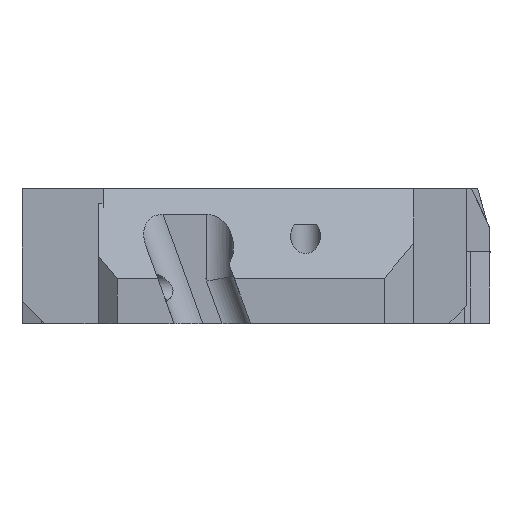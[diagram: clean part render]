
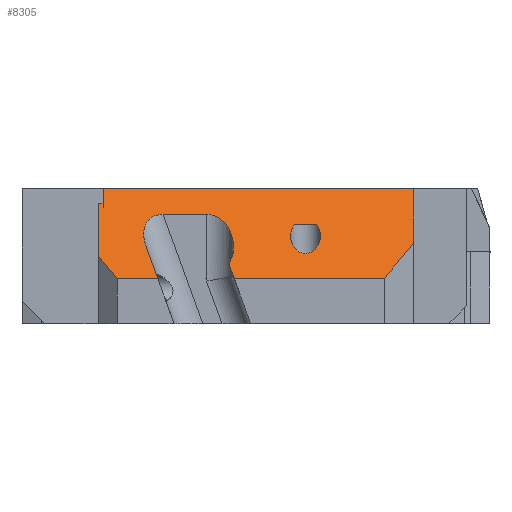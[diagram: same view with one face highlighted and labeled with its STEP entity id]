
A CAD part, front view. The second image highlights one B-rep face of the part: STEP entity #8305.
In plain terms, the highlighted planar face has unit normal (0, -0.766, 0.643).
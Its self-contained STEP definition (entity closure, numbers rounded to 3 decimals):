
#52=ELLIPSE('',#8787,4.967,3.);
#53=ELLIPSE('',#8788,4.667,3.);
#54=ELLIPSE('',#8789,2.567,1.65);
#55=ELLIPSE('',#8790,2.567,1.65);
#79=FACE_BOUND('',#768,.T.);
#340=FACE_OUTER_BOUND('',#767,.T.);
#767=EDGE_LOOP('',(#6147,#6148,#6149,#6150,#6151,#6152,#6153,#6154,#6155,
#6156,#6157,#6158,#6159,#6160,#6161));
#768=EDGE_LOOP('',(#6162,#6163,#6164));
#1141=LINE('',#11502,#2254);
#1513=LINE('',#12339,#2626);
#1514=LINE('',#12341,#2627);
#1515=LINE('',#12343,#2628);
#1516=LINE('',#12345,#2629);
#1517=LINE('',#12347,#2630);
#1518=LINE('',#12349,#2631);
#1519=LINE('',#12351,#2632);
#1520=LINE('',#12355,#2633);
#1521=LINE('',#12359,#2634);
#1522=LINE('',#12361,#2635);
#1523=LINE('',#12363,#2636);
#1524=LINE('',#12364,#2637);
#1525=LINE('',#12369,#2638);
#2254=VECTOR('',#9282,1000.);
#2626=VECTOR('',#9990,1000.);
#2627=VECTOR('',#9991,1000.);
#2628=VECTOR('',#9992,1000.);
#2629=VECTOR('',#9993,1000.);
#2630=VECTOR('',#9994,1000.);
#2631=VECTOR('',#9995,1000.);
#2632=VECTOR('',#9996,1000.);
#2633=VECTOR('',#9999,1000.);
#2634=VECTOR('',#10002,1000.);
#2635=VECTOR('',#10003,1000.);
#2636=VECTOR('',#10004,1000.);
#2637=VECTOR('',#10005,1000.);
#2638=VECTOR('',#10008,1000.);
#3349=VERTEX_POINT('',#11499);
#3350=VERTEX_POINT('',#11501);
#3647=VERTEX_POINT('',#12338);
#3648=VERTEX_POINT('',#12340);
#3649=VERTEX_POINT('',#12342);
#3650=VERTEX_POINT('',#12344);
#3651=VERTEX_POINT('',#12346);
#3652=VERTEX_POINT('',#12348);
#3653=VERTEX_POINT('',#12350);
#3654=VERTEX_POINT('',#12352);
#3655=VERTEX_POINT('',#12354);
#3656=VERTEX_POINT('',#12356);
#3657=VERTEX_POINT('',#12358);
#3658=VERTEX_POINT('',#12360);
#3659=VERTEX_POINT('',#12362);
#3660=VERTEX_POINT('',#12365);
#3661=VERTEX_POINT('',#12366);
#3662=VERTEX_POINT('',#12368);
#4189=EDGE_CURVE('',#3350,#3349,#1141,.T.);
#4610=EDGE_CURVE('',#3350,#3647,#1513,.T.);
#4611=EDGE_CURVE('',#3648,#3349,#1514,.T.);
#4612=EDGE_CURVE('',#3649,#3648,#1515,.T.);
#4613=EDGE_CURVE('',#3650,#3649,#1516,.T.);
#4614=EDGE_CURVE('',#3651,#3650,#1517,.T.);
#4615=EDGE_CURVE('',#3652,#3651,#1518,.T.);
#4616=EDGE_CURVE('',#3653,#3652,#1519,.T.);
#4617=EDGE_CURVE('',#3654,#3653,#52,.T.);
#4618=EDGE_CURVE('',#3655,#3654,#1520,.T.);
#4619=EDGE_CURVE('',#3656,#3655,#53,.T.);
#4620=EDGE_CURVE('',#3657,#3656,#1521,.T.);
#4621=EDGE_CURVE('',#3658,#3657,#1522,.T.);
#4622=EDGE_CURVE('',#3659,#3658,#1523,.T.);
#4623=EDGE_CURVE('',#3647,#3659,#1524,.T.);
#4624=EDGE_CURVE('',#3660,#3661,#54,.T.);
#4625=EDGE_CURVE('',#3662,#3660,#1525,.T.);
#4626=EDGE_CURVE('',#3661,#3662,#55,.T.);
#6147=ORIENTED_EDGE('',*,*,#4610,.F.);
#6148=ORIENTED_EDGE('',*,*,#4189,.T.);
#6149=ORIENTED_EDGE('',*,*,#4611,.F.);
#6150=ORIENTED_EDGE('',*,*,#4612,.F.);
#6151=ORIENTED_EDGE('',*,*,#4613,.F.);
#6152=ORIENTED_EDGE('',*,*,#4614,.F.);
#6153=ORIENTED_EDGE('',*,*,#4615,.F.);
#6154=ORIENTED_EDGE('',*,*,#4616,.F.);
#6155=ORIENTED_EDGE('',*,*,#4617,.F.);
#6156=ORIENTED_EDGE('',*,*,#4618,.F.);
#6157=ORIENTED_EDGE('',*,*,#4619,.F.);
#6158=ORIENTED_EDGE('',*,*,#4620,.F.);
#6159=ORIENTED_EDGE('',*,*,#4621,.F.);
#6160=ORIENTED_EDGE('',*,*,#4622,.F.);
#6161=ORIENTED_EDGE('',*,*,#4623,.F.);
#6162=ORIENTED_EDGE('',*,*,#4624,.F.);
#6163=ORIENTED_EDGE('',*,*,#4625,.F.);
#6164=ORIENTED_EDGE('',*,*,#4626,.F.);
#7922=PLANE('',#8786);
#8305=ADVANCED_FACE('',(#340,#79),#7922,.F.);
#8786=AXIS2_PLACEMENT_3D('',#12337,#9988,#9989);
#8787=AXIS2_PLACEMENT_3D('',#12353,#9997,#9998);
#8788=AXIS2_PLACEMENT_3D('',#12357,#10000,#10001);
#8789=AXIS2_PLACEMENT_3D('',#12367,#10006,#10007);
#8790=AXIS2_PLACEMENT_3D('',#12370,#10009,#10010);
#9282=DIRECTION('',(-1.,0.,0.));
#9988=DIRECTION('center_axis',(0.,0.766,-0.643));
#9989=DIRECTION('ref_axis',(0.,-0.643,-0.766));
#9990=DIRECTION('',(0.,-0.643,-0.766));
#9991=DIRECTION('',(0.,0.643,0.766));
#9992=DIRECTION('',(1.,0.,0.));
#9993=DIRECTION('',(0.,0.643,0.766));
#9994=DIRECTION('',(-0.541,0.541,0.644));
#9995=DIRECTION('',(-1.,0.,0.));
#9996=DIRECTION('',(0.269,-0.619,-0.738));
#9997=DIRECTION('center_axis',(0.,-0.766,
0.643));
#9998=DIRECTION('ref_axis',(-0.429,0.581,0.692));
#9999=DIRECTION('',(-1.,0.,0.));
#10000=DIRECTION('center_axis',(0.,-0.766,
0.643));
#10001=DIRECTION('ref_axis',(0.,0.643,0.766));
#10002=DIRECTION('',(-0.269,0.619,0.738));
#10003=DIRECTION('',(-1.,0.,0.));
#10004=DIRECTION('',(0.541,-0.541,-0.644));
#10005=DIRECTION('',(-0.541,-0.541,-0.644));
#10006=DIRECTION('center_axis',(0.,-0.766,
0.643));
#10007=DIRECTION('ref_axis',(0.,-0.643,-0.766));
#10008=DIRECTION('',(-1.,0.,0.));
#10009=DIRECTION('center_axis',(0.,-0.766,
0.643));
#10010=DIRECTION('ref_axis',(0.,-0.643,-0.766));
#11499=CARTESIAN_POINT('',(51.472,313.093,261.699));
#11501=CARTESIAN_POINT('',(85.972,313.093,261.699));
#11502=CARTESIAN_POINT('',(51.972,313.093,261.699));
#12337=CARTESIAN_POINT('Origin',(88.972,313.813,262.557));
#12338=CARTESIAN_POINT('',(85.972,307.97,255.594));
#12339=CARTESIAN_POINT('',(85.972,313.813,262.557));
#12340=CARTESIAN_POINT('',(51.472,311.685,260.021));
#12341=CARTESIAN_POINT('',(51.472,313.813,262.557));
#12342=CARTESIAN_POINT('',(50.972,311.685,260.021));
#12343=CARTESIAN_POINT('',(85.972,311.685,260.021));
#12344=CARTESIAN_POINT('',(50.972,306.77,254.164));
#12345=CARTESIAN_POINT('',(50.972,313.813,262.557));
#12346=CARTESIAN_POINT('',(53.057,304.685,251.678));
#12347=CARTESIAN_POINT('',(53.057,304.685,251.678));
#12348=CARTESIAN_POINT('',(57.556,304.685,251.678));
#12349=CARTESIAN_POINT('',(88.972,304.685,251.678));
#12350=CARTESIAN_POINT('',(56.255,307.685,255.254));
#12351=CARTESIAN_POINT('',(56.255,307.685,255.254));
#12352=CARTESIAN_POINT('',(58.146,310.685,258.829));
#12353=CARTESIAN_POINT('Origin',(59.447,307.685,255.254));
#12354=CARTESIAN_POINT('',(62.972,310.685,258.829));
#12355=CARTESIAN_POINT('',(88.972,310.685,258.829));
#12356=CARTESIAN_POINT('',(65.481,306.041,253.294));
#12357=CARTESIAN_POINT('Origin',(62.972,307.685,255.254));
#12358=CARTESIAN_POINT('',(66.069,304.685,251.678));
#12359=CARTESIAN_POINT('',(66.069,304.685,251.678));
#12360=CARTESIAN_POINT('',(82.772,304.685,251.678));
#12361=CARTESIAN_POINT('',(88.972,304.685,251.678));
#12362=CARTESIAN_POINT('',(82.729,304.727,251.729));
#12363=CARTESIAN_POINT('',(82.729,304.727,251.729));
#12364=CARTESIAN_POINT('',(85.972,307.97,255.594));
#12365=CARTESIAN_POINT('',(72.701,309.737,257.699));
#12366=CARTESIAN_POINT('',(75.622,308.685,256.445));
#12367=CARTESIAN_POINT('Origin',(73.972,308.685,256.445));
#12368=CARTESIAN_POINT('',(75.243,309.737,257.699));
#12369=CARTESIAN_POINT('',(88.972,309.737,257.699));
#12370=CARTESIAN_POINT('Origin',(73.972,308.685,256.445));
